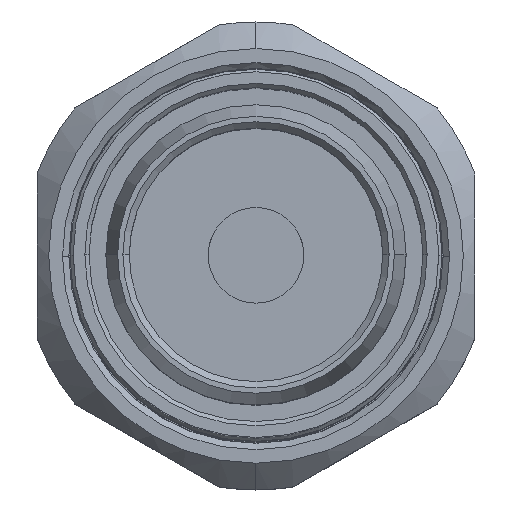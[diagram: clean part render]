
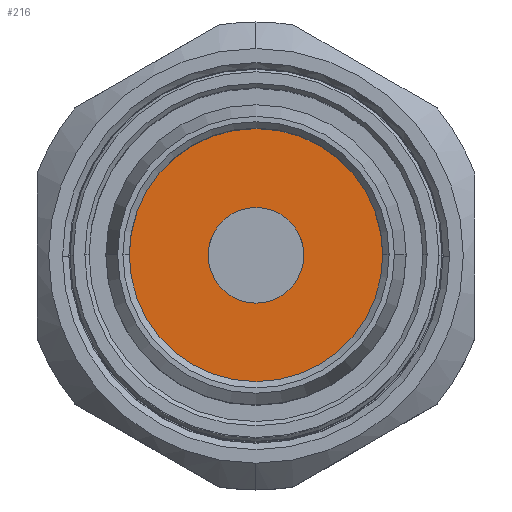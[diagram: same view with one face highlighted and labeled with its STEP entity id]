
A CAD part, top view. The second image highlights one B-rep face of the part: STEP entity #216.
In plain terms, the highlighted planar face has unit normal (0, 0, 1).
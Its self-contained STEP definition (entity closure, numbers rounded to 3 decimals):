
#101 = ORIENTED_EDGE ( 'NONE', *, *, #2198, .F. ) ;
#216 = ADVANCED_FACE ( 'NONE', ( #1294, #3460 ), #3542, .T. ) ;
#251 = CIRCLE ( 'NONE', #1371, 2.25 ) ;
#378 = DIRECTION ( 'NONE',  ( 0., 0., -1. ) ) ;
#395 = VERTEX_POINT ( 'NONE', #1043 ) ;
#661 = DIRECTION ( 'NONE',  ( 1., 0., 0. ) ) ;
#745 = CIRCLE ( 'NONE', #1867, 2.25 ) ;
#797 = VERTEX_POINT ( 'NONE', #1812 ) ;
#922 = CARTESIAN_POINT ( 'NONE',  ( 0., 5.959, 14.78 ) ) ;
#1043 = CARTESIAN_POINT ( 'NONE',  ( 5.959, 0., 14.78 ) ) ;
#1288 = CARTESIAN_POINT ( 'NONE',  ( 0., 0., 14.78 ) ) ;
#1294 = FACE_OUTER_BOUND ( 'NONE', #2882, .T. ) ;
#1323 = DIRECTION ( 'NONE',  ( -1., 0., 0. ) ) ;
#1342 = DIRECTION ( 'NONE',  ( 0., 1., 0. ) ) ;
#1371 = AXIS2_PLACEMENT_3D ( 'NONE', #1535, #3794, #4128 ) ;
#1389 = ORIENTED_EDGE ( 'NONE', *, *, #3525, .F. ) ;
#1458 = EDGE_CURVE ( 'NONE', #395, #3268, #3221, .T. ) ;
#1535 = CARTESIAN_POINT ( 'NONE',  ( 0., 0., 14.78 ) ) ;
#1677 = AXIS2_PLACEMENT_3D ( 'NONE', #2028, #2040, #3536 ) ;
#1722 = ORIENTED_EDGE ( 'NONE', *, *, #2069, .F. ) ;
#1755 = EDGE_LOOP ( 'NONE', ( #1722, #101 ) ) ;
#1812 = CARTESIAN_POINT ( 'NONE',  ( 0., 2.25, 14.78 ) ) ;
#1867 = AXIS2_PLACEMENT_3D ( 'NONE', #2932, #3898, #1342 ) ;
#1995 = AXIS2_PLACEMENT_3D ( 'NONE', #922, #2568, #661 ) ;
#2026 = CIRCLE ( 'NONE', #1677, 5.959 ) ;
#2028 = CARTESIAN_POINT ( 'NONE',  ( 0., 0., 14.78 ) ) ;
#2040 = DIRECTION ( 'NONE',  ( 0., 0., -1. ) ) ;
#2069 = EDGE_CURVE ( 'NONE', #797, #2419, #251, .T. ) ;
#2198 = EDGE_CURVE ( 'NONE', #2419, #797, #745, .T. ) ;
#2250 = CARTESIAN_POINT ( 'NONE',  ( 0., -2.25, 14.78 ) ) ;
#2419 = VERTEX_POINT ( 'NONE', #2250 ) ;
#2459 = ORIENTED_EDGE ( 'NONE', *, *, #1458, .F. ) ;
#2568 = DIRECTION ( 'NONE',  ( 0., 0., 1. ) ) ;
#2822 = AXIS2_PLACEMENT_3D ( 'NONE', #1288, #378, #1323 ) ;
#2882 = EDGE_LOOP ( 'NONE', ( #1389, #2459 ) ) ;
#2932 = CARTESIAN_POINT ( 'NONE',  ( 0., 0., 14.78 ) ) ;
#3221 = CIRCLE ( 'NONE', #2822, 5.959 ) ;
#3268 = VERTEX_POINT ( 'NONE', #4056 ) ;
#3460 = FACE_BOUND ( 'NONE', #1755, .T. ) ;
#3525 = EDGE_CURVE ( 'NONE', #3268, #395, #2026, .T. ) ;
#3536 = DIRECTION ( 'NONE',  ( -1., 0., 0. ) ) ;
#3542 = PLANE ( 'NONE',  #1995 ) ;
#3794 = DIRECTION ( 'NONE',  ( 0., 0., 1. ) ) ;
#3898 = DIRECTION ( 'NONE',  ( 0., 0., 1. ) ) ;
#4056 = CARTESIAN_POINT ( 'NONE',  ( -5.959, 0., 14.78 ) ) ;
#4128 = DIRECTION ( 'NONE',  ( 0., 1., 0. ) ) ;
